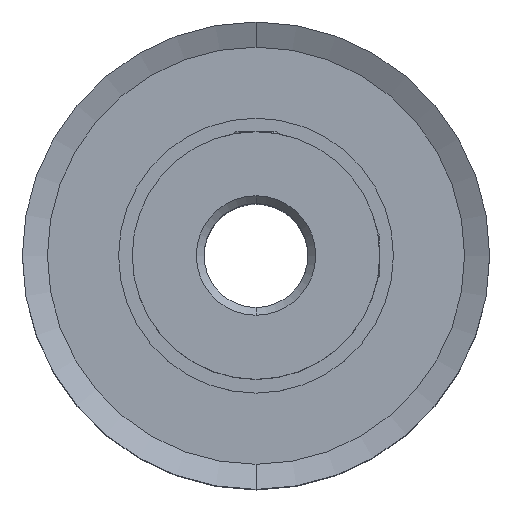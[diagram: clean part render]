
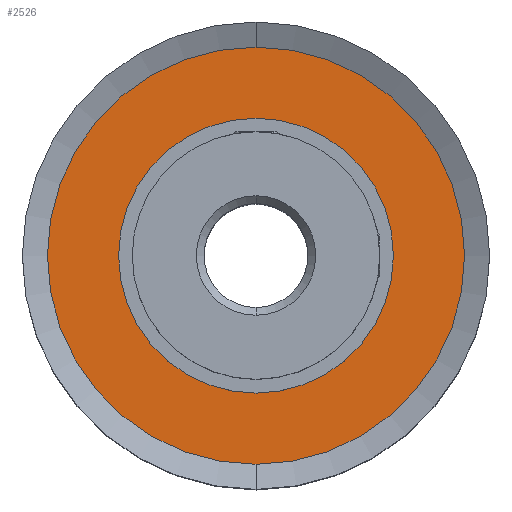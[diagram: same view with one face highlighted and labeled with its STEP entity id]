
A CAD part, top view. The second image highlights one B-rep face of the part: STEP entity #2526.
In plain terms, the highlighted planar face has unit normal (0, 0, 1).
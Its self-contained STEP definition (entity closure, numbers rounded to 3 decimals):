
#433=CARTESIAN_POINT('',(0.,0.,-0.63));
#434=DIRECTION('',(0.,0.,-1.));
#435=DIRECTION('',(1.,0.,0.));
#436=AXIS2_PLACEMENT_3D('',#433,#434,#435);
#442=CARTESIAN_POINT('',(0.,0.,-0.63));
#443=DIRECTION('',(0.,0.,1.));
#444=DIRECTION('',(0.,1.,0.));
#445=AXIS2_PLACEMENT_3D('',#442,#443,#444);
#447=CARTESIAN_POINT('',(0.,0.,-0.63));
#448=DIRECTION('',(0.,0.,-1.));
#449=DIRECTION('',(0.,1.,0.));
#450=AXIS2_PLACEMENT_3D('',#447,#448,#449);
#1561=CARTESIAN_POINT('',(0.,0.,-0.63));
#1562=DIRECTION('',(0.,0.,-1.));
#1563=DIRECTION('',(-1.,0.,0.));
#1564=AXIS2_PLACEMENT_3D('',#1561,#1562,#1563);
#2029=CARTESIAN_POINT('',(0.,12.05,-0.63));
#2030=VERTEX_POINT('',#2029);
#2037=CARTESIAN_POINT('',(0.,-12.05,-0.63));
#2038=VERTEX_POINT('',#2037);
#2099=CARTESIAN_POINT('',(7.94,0.,-0.63));
#2100=CARTESIAN_POINT('',(-7.94,0.,-0.63));
#2101=VERTEX_POINT('',#2099);
#2102=VERTEX_POINT('',#2100);
#2510=CARTESIAN_POINT('',(0.,0.,-0.63));
#2511=DIRECTION('',(0.,0.,-1.));
#2512=DIRECTION('',(0.,-1.,0.));
#2513=AXIS2_PLACEMENT_3D('',#2510,#2511,#2512);
#2514=PLANE('',#2513);
#2516=ORIENTED_EDGE('',*,*,#2515,.F.);
#2518=ORIENTED_EDGE('',*,*,#2517,.T.);
#2519=EDGE_LOOP('',(#2516,#2518));
#2520=FACE_OUTER_BOUND('',#2519,.F.);
#2521=ORIENTED_EDGE('',*,*,#2500,.F.);
#2523=ORIENTED_EDGE('',*,*,#2522,.F.);
#2524=EDGE_LOOP('',(#2521,#2523));
#2525=FACE_BOUND('',#2524,.F.);
#2526=ADVANCED_FACE('',(#2520,#2525),#2514,.F.);
#437=CIRCLE('',#436,7.94);
#446=CIRCLE('',#445,12.05);
#451=CIRCLE('',#450,12.05);
#1565=CIRCLE('',#1564,7.94);
#2500=EDGE_CURVE('',#2101,#2102,#437,.T.);
#2515=EDGE_CURVE('',#2030,#2038,#446,.T.);
#2517=EDGE_CURVE('',#2030,#2038,#451,.T.);
#2522=EDGE_CURVE('',#2102,#2101,#1565,.T.);
